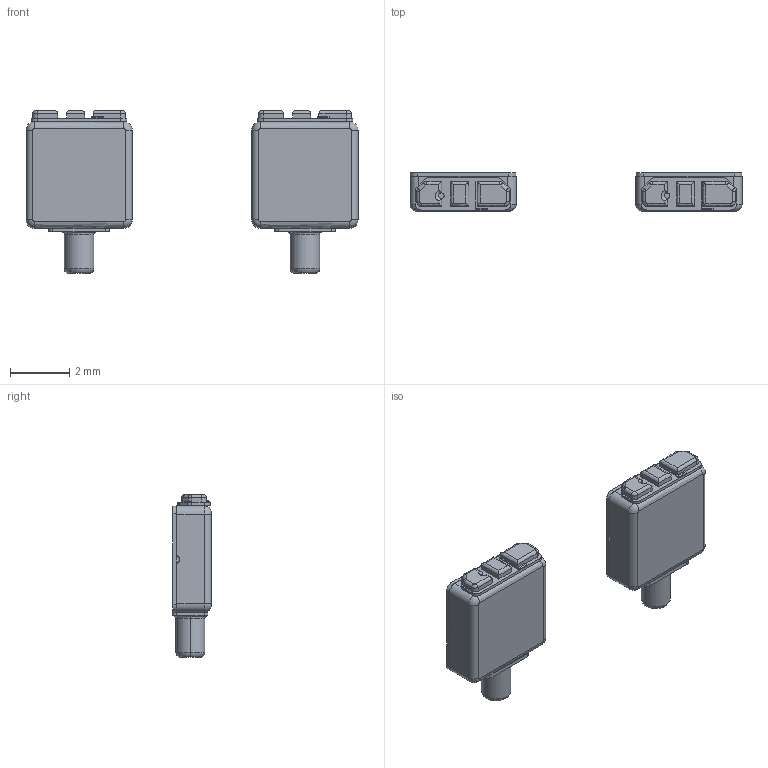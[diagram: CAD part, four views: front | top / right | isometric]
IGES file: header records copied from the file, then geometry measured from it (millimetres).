
Start section:  PTC IGES file: to-30047-d60.igs
Global section: file name: to-30047-d60.igs; native system: Pro/ENGINEER by Parametric Technology Corporation; preprocessor: 2011220; author: kaliu; organization: Unknown; date: 20120326.134657; units: inch
Bounding box: 11.2 x 1.31 x 5.49 mm (x, y, z)
Volume: 13.8 mm3; surface area: 194.3 mm2
Topology: 2 solids, 2 shells, 432 faces, 1066 edges, 650 vertices
Faces by surface type: bspline 220, revolution 212
